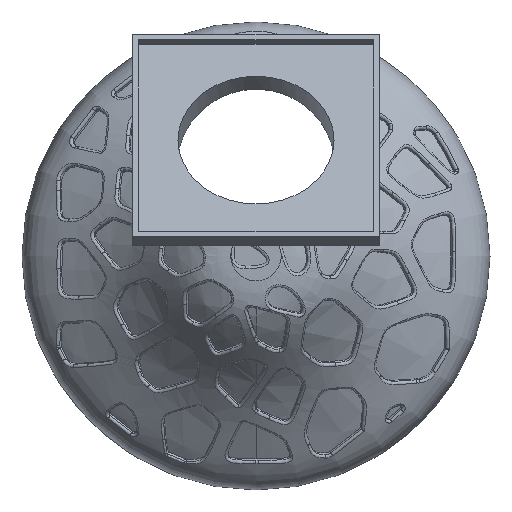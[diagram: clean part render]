
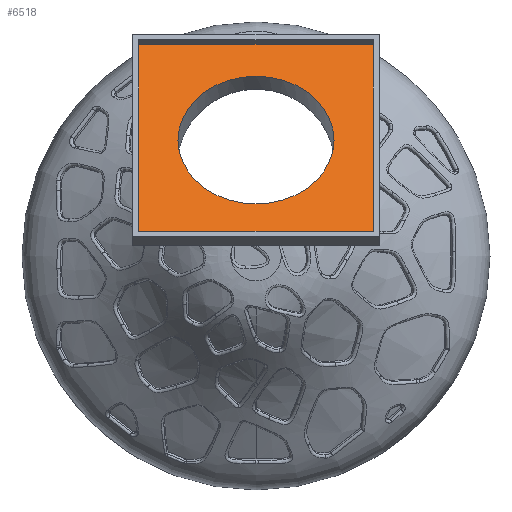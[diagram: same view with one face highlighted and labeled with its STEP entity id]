
A CAD part, top view. The second image highlights one B-rep face of the part: STEP entity #6518.
In plain terms, the highlighted planar face has unit normal (0, 0.574, 0.819).
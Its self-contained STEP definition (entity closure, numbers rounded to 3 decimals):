
#24=FACE_BOUND('',#930,.T.);
#51=PLANE('',#6974);
#488=FACE_OUTER_BOUND('',#929,.T.);
#929=EDGE_LOOP('',(#4442,#4443,#4444,#4445));
#930=EDGE_LOOP('',(#4446));
#1389=CIRCLE('',#6975,15.);
#2256=LINE('',#9081,#2462);
#2257=LINE('',#9083,#2463);
#2258=LINE('',#9085,#2464);
#2259=LINE('',#9086,#2465);
#2462=VECTOR('',#7201,10.);
#2463=VECTOR('',#7202,10.);
#2464=VECTOR('',#7203,10.);
#2465=VECTOR('',#7204,10.);
#2721=VERTEX_POINT('',#9079);
#2722=VERTEX_POINT('',#9080);
#2723=VERTEX_POINT('',#9082);
#2724=VERTEX_POINT('',#9084);
#2725=VERTEX_POINT('',#9087);
#3373=EDGE_CURVE('',#2721,#2722,#2256,.T.);
#3374=EDGE_CURVE('',#2723,#2721,#2257,.T.);
#3375=EDGE_CURVE('',#2724,#2723,#2258,.T.);
#3376=EDGE_CURVE('',#2722,#2724,#2259,.T.);
#3377=EDGE_CURVE('',#2725,#2725,#1389,.T.);
#4442=ORIENTED_EDGE('',*,*,#3373,.F.);
#4443=ORIENTED_EDGE('',*,*,#3374,.F.);
#4444=ORIENTED_EDGE('',*,*,#3375,.F.);
#4445=ORIENTED_EDGE('',*,*,#3376,.F.);
#4446=ORIENTED_EDGE('',*,*,#3377,.T.);
#6518=ADVANCED_FACE('',(#488,#24),#51,.T.);
#6974=AXIS2_PLACEMENT_3D('',#9078,#7199,#7200);
#6975=AXIS2_PLACEMENT_3D('',#9088,#7205,#7206);
#7199=DIRECTION('center_axis',(0.,0.574,0.819));
#7200=DIRECTION('ref_axis',(0.,-0.819,0.574));
#7201=DIRECTION('',(0.,0.819,-0.574));
#7202=DIRECTION('',(-1.,0.,0.));
#7203=DIRECTION('',(0.,-0.819,0.574));
#7204=DIRECTION('',(1.,0.,0.));
#7205=DIRECTION('center_axis',(0.,-0.574,-0.819));
#7206=DIRECTION('ref_axis',(-1.,0.,0.));
#9078=CARTESIAN_POINT('Origin',(-22.5,40.68,92.369));
#9079=CARTESIAN_POINT('',(-22.5,3.818,118.18));
#9080=CARTESIAN_POINT('',(-22.5,40.68,92.369));
#9081=CARTESIAN_POINT('',(-22.5,40.68,92.369));
#9082=CARTESIAN_POINT('',(22.5,3.818,118.18));
#9083=CARTESIAN_POINT('',(-22.5,3.818,118.18));
#9084=CARTESIAN_POINT('',(22.5,40.68,92.369));
#9085=CARTESIAN_POINT('',(22.5,22.249,105.275));
#9086=CARTESIAN_POINT('',(0.,40.68,92.369));
#9087=CARTESIAN_POINT('',(15.,22.249,105.275));
#9088=CARTESIAN_POINT('Origin',(0.,22.249,105.275));
